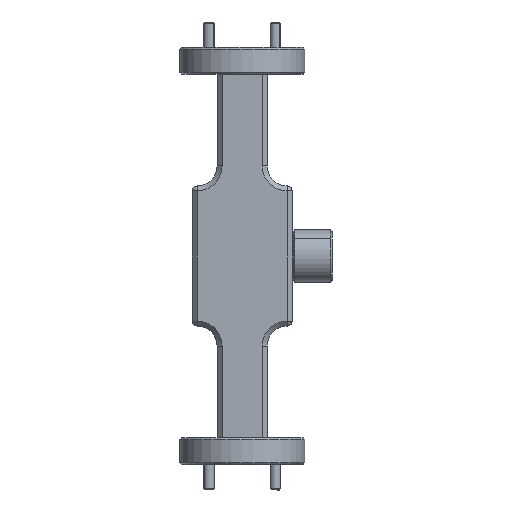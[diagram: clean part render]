
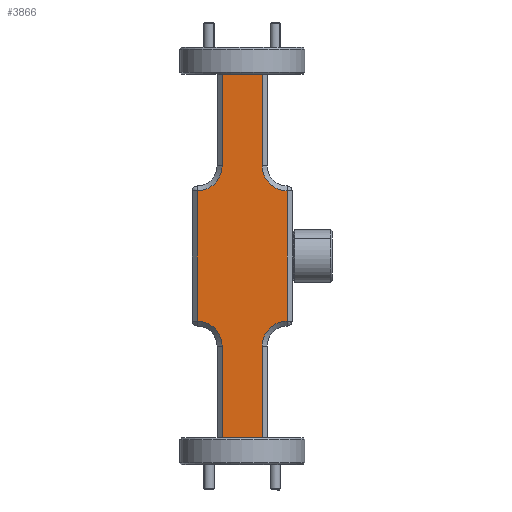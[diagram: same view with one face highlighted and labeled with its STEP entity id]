
A CAD part, front view. The second image highlights one B-rep face of the part: STEP entity #3866.
In plain terms, the highlighted planar face has unit normal (0, -1, 0).
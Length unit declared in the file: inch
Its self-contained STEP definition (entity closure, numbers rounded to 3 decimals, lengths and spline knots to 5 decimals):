
#35 = VERTEX_POINT ( 'NONE', #9815 ) ;
#46 = EDGE_CURVE ( 'NONE', #751, #3090, #12086, .T. ) ;
#131 = DIRECTION ( 'NONE',  ( 0., 0., 1. ) ) ;
#286 = AXIS2_PLACEMENT_3D ( 'NONE', #557, #8995, #4312 ) ;
#442 = CARTESIAN_POINT ( 'NONE',  ( 0.12, -0.15, -1.25 ) ) ;
#557 = CARTESIAN_POINT ( 'NONE',  ( 0.27, -0.15, -0.54 ) ) ;
#634 = DIRECTION ( 'NONE',  ( 0., 0., 1. ) ) ;
#684 = DIRECTION ( 'NONE',  ( 0., 1., 0. ) ) ;
#751 = VERTEX_POINT ( 'NONE', #4174 ) ;
#815 = DIRECTION ( 'NONE',  ( 0., 0., 1. ) ) ;
#1035 = CARTESIAN_POINT ( 'NONE',  ( -0.27, -0.15, -0.39 ) ) ;
#1039 = LINE ( 'NONE', #1975, #7386 ) ;
#1237 = CARTESIAN_POINT ( 'NONE',  ( 0.15, -0.15, 1.09 ) ) ;
#1243 = ORIENTED_EDGE ( 'NONE', *, *, #5615, .T. ) ;
#1358 = VECTOR ( 'NONE', #11116, 39.37008 ) ;
#1412 = VERTEX_POINT ( 'NONE', #10099 ) ;
#1459 = CARTESIAN_POINT ( 'NONE',  ( -0.12, -0.15, 0.54 ) ) ;
#1818 = CARTESIAN_POINT ( 'NONE',  ( -0.12, -0.15, -1.25 ) ) ;
#1870 = VECTOR ( 'NONE', #3442, 39.37008 ) ;
#1959 = VERTEX_POINT ( 'NONE', #5319 ) ;
#1975 = CARTESIAN_POINT ( 'NONE',  ( -0.27, -0.15, -0.39 ) ) ;
#2081 = CIRCLE ( 'NONE', #2855, 0.15 ) ;
#2157 = VERTEX_POINT ( 'NONE', #11568 ) ;
#2359 = DIRECTION ( 'NONE',  ( 0., 0., 1. ) ) ;
#2424 = CARTESIAN_POINT ( 'NONE',  ( 0.12, -0.15, -1.25 ) ) ;
#2531 = FACE_OUTER_BOUND ( 'NONE', #2865, .T. ) ;
#2802 = CARTESIAN_POINT ( 'NONE',  ( -0.12, -0.15, -1.25 ) ) ;
#2855 = AXIS2_PLACEMENT_3D ( 'NONE', #5500, #684, #815 ) ;
#2865 = EDGE_LOOP ( 'NONE', ( #7480, #10541, #5212, #1243, #3520, #10817, #9955, #9687, #5359, #4423, #11436, #7339 ) ) ;
#2941 = EDGE_CURVE ( 'NONE', #5239, #1412, #2081, .T. ) ;
#3077 = EDGE_CURVE ( 'NONE', #1959, #11874, #6217, .T. ) ;
#3090 = VERTEX_POINT ( 'NONE', #9435 ) ;
#3268 = CARTESIAN_POINT ( 'NONE',  ( 0.15, -0.15, -1.25 ) ) ;
#3282 = EDGE_CURVE ( 'NONE', #2157, #4799, #9280, .T. ) ;
#3442 = DIRECTION ( 'NONE',  ( 0., 0., 1. ) ) ;
#3458 = DIRECTION ( 'NONE',  ( 0., 1., 0. ) ) ;
#3520 = ORIENTED_EDGE ( 'NONE', *, *, #3077, .T. ) ;
#3838 = DIRECTION ( 'NONE',  ( 0., 0., -1. ) ) ;
#3866 = ADVANCED_FACE ( 'NONE', ( #2531 ), #7288, .F. ) ;
#3938 = CARTESIAN_POINT ( 'NONE',  ( 0.27, -0.15, 0.54 ) ) ;
#4132 = DIRECTION ( 'NONE',  ( 1., 0., 0. ) ) ;
#4174 = CARTESIAN_POINT ( 'NONE',  ( 0.12, -0.15, -1.09 ) ) ;
#4296 = AXIS2_PLACEMENT_3D ( 'NONE', #3268, #3458, #9994 ) ;
#4312 = DIRECTION ( 'NONE',  ( 0., 0., 1. ) ) ;
#4423 = ORIENTED_EDGE ( 'NONE', *, *, #9389, .T. ) ;
#4442 = EDGE_CURVE ( 'NONE', #1412, #3090, #8522, .T. ) ;
#4477 = DIRECTION ( 'NONE',  ( 0., 0., -1. ) ) ;
#4634 = CARTESIAN_POINT ( 'NONE',  ( -0.27, -0.15, 0.54 ) ) ;
#4712 = CARTESIAN_POINT ( 'NONE',  ( -0.27, -0.15, 0.39 ) ) ;
#4799 = VERTEX_POINT ( 'NONE', #1459 ) ;
#4998 = CIRCLE ( 'NONE', #286, 0.15 ) ;
#5184 = CIRCLE ( 'NONE', #5781, 0.15 ) ;
#5212 = ORIENTED_EDGE ( 'NONE', *, *, #7102, .T. ) ;
#5239 = VERTEX_POINT ( 'NONE', #1035 ) ;
#5319 = CARTESIAN_POINT ( 'NONE',  ( 0.27, -0.15, 0.39 ) ) ;
#5359 = ORIENTED_EDGE ( 'NONE', *, *, #7363, .T. ) ;
#5500 = CARTESIAN_POINT ( 'NONE',  ( -0.27, -0.15, -0.54 ) ) ;
#5615 = EDGE_CURVE ( 'NONE', #35, #1959, #6154, .T. ) ;
#5733 = DIRECTION ( 'NONE',  ( 0., 0., -1. ) ) ;
#5781 = AXIS2_PLACEMENT_3D ( 'NONE', #4634, #6501, #7367 ) ;
#5795 = VECTOR ( 'NONE', #634, 39.37008 ) ;
#5869 = VECTOR ( 'NONE', #4132, 39.37008 ) ;
#6154 = LINE ( 'NONE', #9725, #1870 ) ;
#6217 = CIRCLE ( 'NONE', #9573, 0.15 ) ;
#6493 = VERTEX_POINT ( 'NONE', #10742 ) ;
#6501 = DIRECTION ( 'NONE',  ( 0., 1., 0. ) ) ;
#6944 = VECTOR ( 'NONE', #2359, 39.37008 ) ;
#7102 = EDGE_CURVE ( 'NONE', #6493, #35, #4998, .T. ) ;
#7288 = PLANE ( 'NONE',  #4296 ) ;
#7339 = ORIENTED_EDGE ( 'NONE', *, *, #4442, .T. ) ;
#7363 = EDGE_CURVE ( 'NONE', #4799, #12019, #5184, .T. ) ;
#7367 = DIRECTION ( 'NONE',  ( 0., 0., 1. ) ) ;
#7386 = VECTOR ( 'NONE', #5733, 39.37008 ) ;
#7480 = ORIENTED_EDGE ( 'NONE', *, *, #46, .F. ) ;
#7529 = VECTOR ( 'NONE', #3838, 39.37008 ) ;
#7605 = EDGE_CURVE ( 'NONE', #2157, #10871, #11762, .T. ) ;
#8522 = LINE ( 'NONE', #1818, #7529 ) ;
#8627 = DIRECTION ( 'NONE',  ( 0., 1., 0. ) ) ;
#8974 = EDGE_CURVE ( 'NONE', #11874, #10871, #10013, .T. ) ;
#8995 = DIRECTION ( 'NONE',  ( 0., 1., 0. ) ) ;
#9069 = CARTESIAN_POINT ( 'NONE',  ( 0.15, -0.15, -1.09 ) ) ;
#9280 = LINE ( 'NONE', #2802, #10764 ) ;
#9389 = EDGE_CURVE ( 'NONE', #12019, #5239, #1039, .T. ) ;
#9435 = CARTESIAN_POINT ( 'NONE',  ( -0.12, -0.15, -1.09 ) ) ;
#9573 = AXIS2_PLACEMENT_3D ( 'NONE', #3938, #8627, #131 ) ;
#9687 = ORIENTED_EDGE ( 'NONE', *, *, #3282, .T. ) ;
#9725 = CARTESIAN_POINT ( 'NONE',  ( 0.27, -0.15, 0.39 ) ) ;
#9815 = CARTESIAN_POINT ( 'NONE',  ( 0.27, -0.15, -0.39 ) ) ;
#9955 = ORIENTED_EDGE ( 'NONE', *, *, #7605, .F. ) ;
#9962 = CARTESIAN_POINT ( 'NONE',  ( 0.12, -0.15, 0.54 ) ) ;
#9994 = DIRECTION ( 'NONE',  ( 0., 0., 1. ) ) ;
#10013 = LINE ( 'NONE', #2424, #6944 ) ;
#10099 = CARTESIAN_POINT ( 'NONE',  ( -0.12, -0.15, -0.54 ) ) ;
#10541 = ORIENTED_EDGE ( 'NONE', *, *, #10576, .T. ) ;
#10576 = EDGE_CURVE ( 'NONE', #751, #6493, #11773, .T. ) ;
#10742 = CARTESIAN_POINT ( 'NONE',  ( 0.12, -0.15, -0.54 ) ) ;
#10764 = VECTOR ( 'NONE', #4477, 39.37008 ) ;
#10817 = ORIENTED_EDGE ( 'NONE', *, *, #8974, .T. ) ;
#10871 = VERTEX_POINT ( 'NONE', #11346 ) ;
#11116 = DIRECTION ( 'NONE',  ( -1., 0., 0. ) ) ;
#11346 = CARTESIAN_POINT ( 'NONE',  ( 0.12, -0.15, 1.09 ) ) ;
#11436 = ORIENTED_EDGE ( 'NONE', *, *, #2941, .T. ) ;
#11568 = CARTESIAN_POINT ( 'NONE',  ( -0.12, -0.15, 1.09 ) ) ;
#11762 = LINE ( 'NONE', #1237, #5869 ) ;
#11773 = LINE ( 'NONE', #442, #5795 ) ;
#11874 = VERTEX_POINT ( 'NONE', #9962 ) ;
#12019 = VERTEX_POINT ( 'NONE', #4712 ) ;
#12086 = LINE ( 'NONE', #9069, #1358 ) ;
